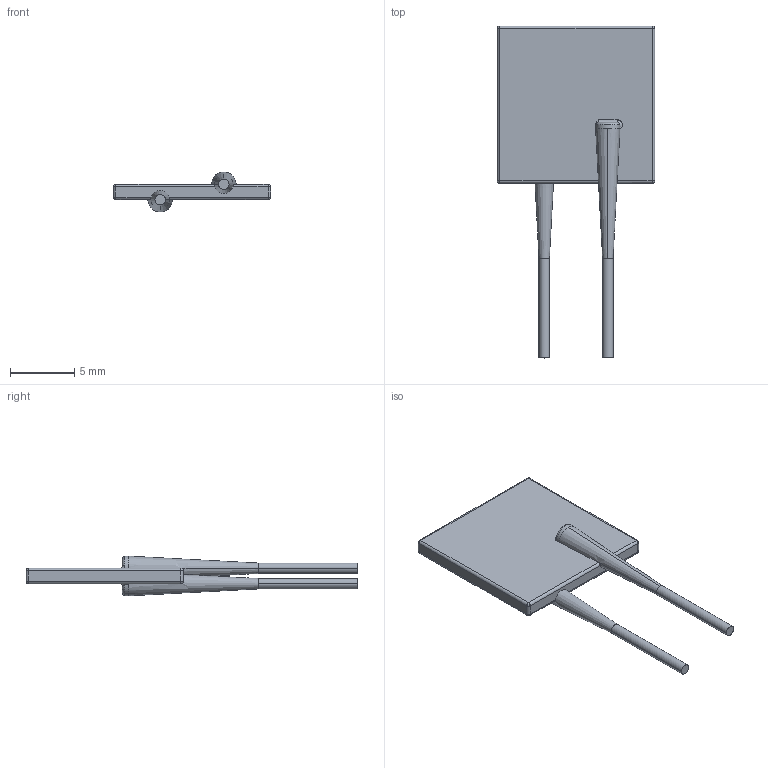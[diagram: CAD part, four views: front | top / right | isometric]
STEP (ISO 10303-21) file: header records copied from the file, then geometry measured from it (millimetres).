
FILE_DESCRIPTION((''),'2;1');
FILE_NAME('MF-RX135_72','2012-07-25T',('ryans'),('Bourns, Inc.'),'PRO/ENGINEER BY PARAMETRIC TECHNOLOGY CORPORATION, 2010100','PRO/ENGINEER BY PARAMETRIC TECHNOLOGY CORPORATION, 2010100','');
FILE_SCHEMA(('CONFIG_CONTROL_DESIGN'));
Length unit declared in the file: millimetre
Products named in the file (1): MF-RX135_72
Bounding box: 12.26 x 25.86 x 3.1 mm (x, y, z)
Volume: 210.3 mm3; surface area: 442.5 mm2
Topology: 1 solids, 1 shells, 50 faces, 114 edges, 66 vertices
Faces by surface type: cylinder 22, plane 10, sphere 8, cone 4, bspline 4, torus 2
Entity records: 1788 total; most frequent: CARTESIAN_POINT 647, DIRECTION 236, ORIENTED_EDGE 228, EDGE_CURVE 114, AXIS2_PLACEMENT_3D 95, VERTEX_POINT 66, EDGE_LOOP 50, FACE_OUTER_BOUND 50
